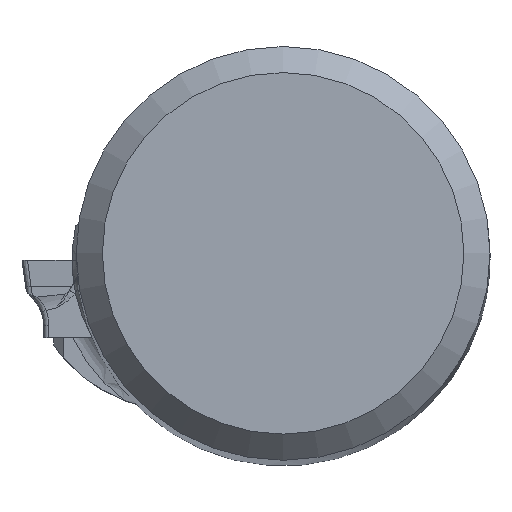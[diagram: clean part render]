
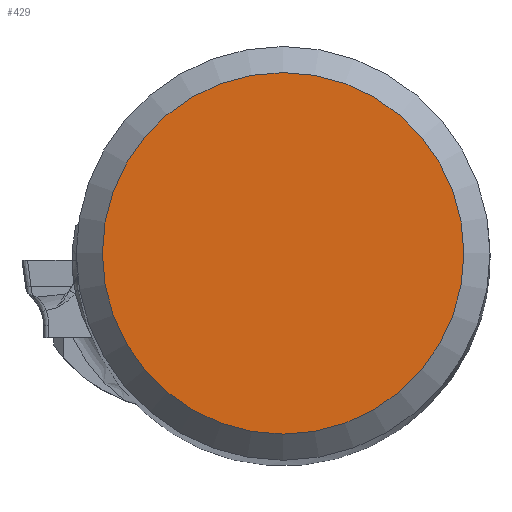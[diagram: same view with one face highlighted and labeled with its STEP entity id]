
A CAD part, top view. The second image highlights one B-rep face of the part: STEP entity #429.
In plain terms, the highlighted planar face has unit normal (0, 0, 1).
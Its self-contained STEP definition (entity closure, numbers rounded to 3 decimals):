
#204=FACE_OUTER_BOUND('',#927,.T.);
#337=CIRCLE('',#2572,6.924);
#429=ADVANCED_FACE('TB_BL_N5_SU8',(#204),#558,.F.);
#558=PLANE('',#2574);
#927=EDGE_LOOP('',(#1214));
#1214=ORIENTED_EDGE('',*,*,#2136,.T.);
#1887=VERTEX_POINT('',#3836);
#2136=EDGE_CURVE('',#1887,#1887,#337,.T.);
#2572=AXIS2_PLACEMENT_3D('',#3835,#2923,#2924);
#2574=AXIS2_PLACEMENT_3D('',#3838,#2927,#2928);
#2923=DIRECTION('',(0.,0.,1.));
#2924=DIRECTION('',(1.,0.,0.));
#2927=DIRECTION('',(0.,0.,-1.));
#2928=DIRECTION('',(-1.,0.,0.));
#3835=CARTESIAN_POINT('',(0.,0.,0.));
#3836=CARTESIAN_POINT('',(6.924,0.,0.));
#3838=CARTESIAN_POINT('',(6.924,0.,0.));
